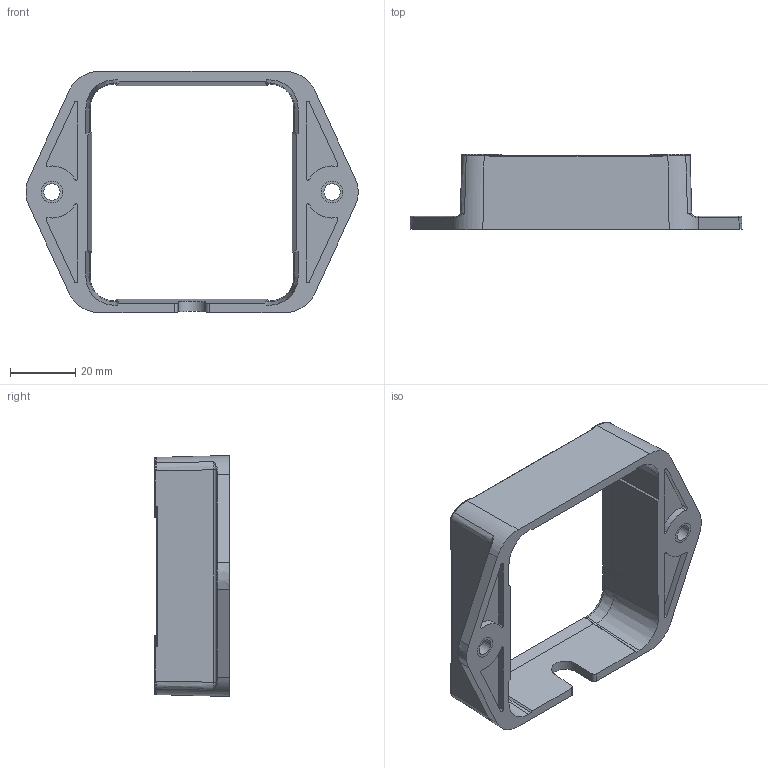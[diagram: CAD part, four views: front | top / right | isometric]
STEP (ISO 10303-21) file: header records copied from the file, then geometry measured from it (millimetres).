
FILE_DESCRIPTION (( 'STEP AP214' ), '1' );
FILE_NAME ('MB.A.MX2 - Screw Mount Bracket for MagmaX 2xx Series_WEB1.STEP', '2024-04-18T15:32:55', ( 'LocalAdmin' ), ( '' ), 'SwSTEP 2.0', 'SolidWorks 2022', '' );
FILE_SCHEMA (( 'AUTOMOTIVE_DESIGN' ));
Length unit declared in the file: millimetre
Products named in the file (1): MB.A.MX2 - Screw Mount Bracket for MagmaX 2xx Series_WEB1
Bounding box: 101.93 x 23 x 74 mm (x, y, z)
Volume: 24997.4 mm3; surface area: 17003 mm2
Topology: 3 solids, 3 shells, 372 faces, 992 edges, 628 vertices
Faces by surface type: bspline 162, cylinder 99, plane 97, cone 14
Full cylindrical faces by diameter (mm): 5 x2, 6.6 x6
Entity records: 14736 total; most frequent: CARTESIAN_POINT 6683, ORIENTED_EDGE 1960, DIRECTION 1309, EDGE_CURVE 980, VERTEX_POINT 628, LINE 487, VECTOR 487, AXIS2_PLACEMENT_3D 411
